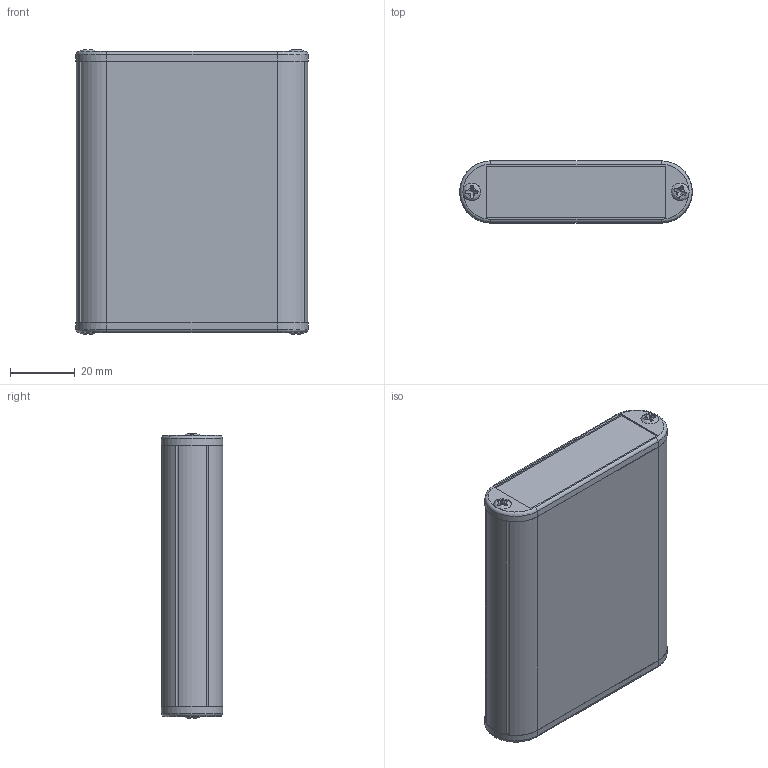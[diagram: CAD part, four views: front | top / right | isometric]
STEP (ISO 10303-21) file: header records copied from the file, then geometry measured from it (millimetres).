
FILE_DESCRIPTION((''),'2;1');
FILE_NAME('STEP''s\1455B802.stp','2013-07-23T11:35:15',('tfoster'),(''),'Autodesk Inventor 2013','Autodesk Inventor 2013','');
FILE_SCHEMA(('AUTOMOTIVE_DESIGN { 1 0 10303 214 1 1 1 1 }'));
Products named in the file (4): 1455B802; 1455B80; HH2 Bez; 6-32 screw-flange
Assembly tree (7 placements, depth 2):
  1455B802
    1455B80
    HH2 Bez  x2
    6-32 screw-flange  x4
Bounding box: 72.04 x 19.15 x 88 mm (x, y, z)
Volume: 33991 mm3; surface area: 36624 mm2
Topology: 7 solids, 7 shells, 350 faces, 920 edges, 592 vertices
Faces by surface type: plane 162, cylinder 96, cone 64, torus 24, bspline 4
Full cylindrical faces by diameter (mm): 0.001 x4, 3 x4, 3.5 x4, 5.5 x4
Entity records: 6640 total; most frequent: CARTESIAN_POINT 1200, DIRECTION 1169, ORIENTED_EDGE 1052, EDGE_CURVE 526, AXIS2_PLACEMENT_3D 450, VERTEX_POINT 352, VECTOR 269, LINE 269
